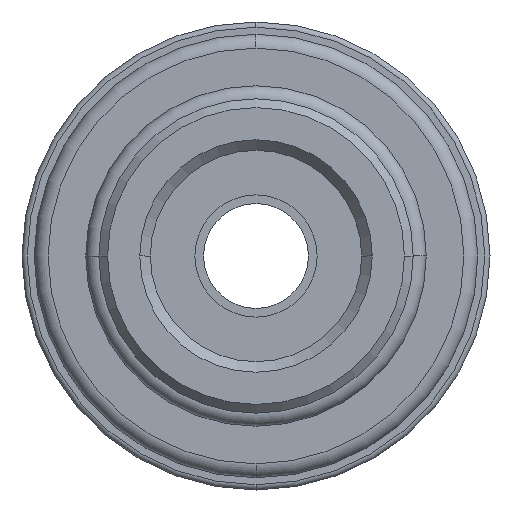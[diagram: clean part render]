
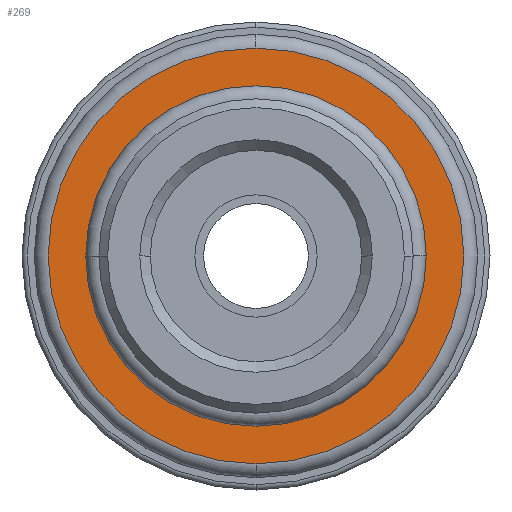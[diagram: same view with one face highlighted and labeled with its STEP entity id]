
A CAD part, front view. The second image highlights one B-rep face of the part: STEP entity #269.
In plain terms, the highlighted planar face has unit normal (0, -1, 0).
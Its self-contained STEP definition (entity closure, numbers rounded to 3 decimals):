
#269=ADVANCED_FACE('',(#562,#563),#564,.T.);
#562=FACE_BOUND('',#865,.T.);
#563=FACE_OUTER_BOUND('',#866,.T.);
#564=PLANE('',#867);
#865=EDGE_LOOP('',(#1559,#1560,#1561));
#866=EDGE_LOOP('',(#1562,#1563,#1564));
#867=AXIS2_PLACEMENT_3D('',#1565,#1566,#1567);
#1559=ORIENTED_EDGE('',*,*,#1914,.T.);
#1560=ORIENTED_EDGE('',*,*,#1955,.T.);
#1561=ORIENTED_EDGE('',*,*,#1915,.T.);
#1562=ORIENTED_EDGE('',*,*,#1790,.F.);
#1563=ORIENTED_EDGE('',*,*,#1789,.F.);
#1564=ORIENTED_EDGE('',*,*,#1974,.F.);
#1565=CARTESIAN_POINT('',(10.45,2.5,0.0));
#1566=DIRECTION('',(-0.0,-1.0,-0.0));
#1567=DIRECTION('',(-1.0,0.0,0.0));
#1789=EDGE_CURVE('',#2146,#2149,#2150,.T.);
#1790=EDGE_CURVE('',#2149,#2151,#2152,.T.);
#1914=EDGE_CURVE('',#2324,#2322,#2325,.T.);
#1915=EDGE_CURVE('',#2326,#2324,#2327,.T.);
#1955=EDGE_CURVE('',#2322,#2326,#2382,.T.);
#1974=EDGE_CURVE('',#2151,#2146,#2401,.T.);
#2146=VERTEX_POINT('',#2595);
#2149=VERTEX_POINT('',#2598);
#2150=CIRCLE('',#2599,11.9);
#2151=VERTEX_POINT('',#2600);
#2152=CIRCLE('',#2601,11.9);
#2322=VERTEX_POINT('',#2793);
#2324=VERTEX_POINT('',#2795);
#2325=CIRCLE('',#2796,9.75);
#2326=VERTEX_POINT('',#2797);
#2327=CIRCLE('',#2798,9.75);
#2382=CIRCLE('',#2857,9.75);
#2401=CIRCLE('',#2876,11.9);
#2595=CARTESIAN_POINT('',(0.,2.5,11.9));
#2598=CARTESIAN_POINT('',(11.9,2.5,0.0));
#2599=AXIS2_PLACEMENT_3D('',#3070,#3071,#3072);
#2600=CARTESIAN_POINT('',(0.,2.5,-11.9));
#2601=AXIS2_PLACEMENT_3D('',#3073,#3074,#3075);
#2793=CARTESIAN_POINT('',(9.75,2.5,0.));
#2795=CARTESIAN_POINT('',(0.,2.5,9.75));
#2796=AXIS2_PLACEMENT_3D('',#3299,#3300,#3301);
#2797=CARTESIAN_POINT('',(-9.75,2.5,0.));
#2798=AXIS2_PLACEMENT_3D('',#3302,#3303,#3304);
#2857=AXIS2_PLACEMENT_3D('',#3375,#3376,#3377);
#2876=AXIS2_PLACEMENT_3D('',#3399,#3400,#3401);
#3070=CARTESIAN_POINT('',(0.0,2.5,0.0));
#3071=DIRECTION('',(-0.0,1.0,0.0));
#3072=DIRECTION('',(1.0,0.0,0.0));
#3073=CARTESIAN_POINT('',(0.0,2.5,0.0));
#3074=DIRECTION('',(-0.0,1.0,0.0));
#3075=DIRECTION('',(1.0,0.0,0.0));
#3299=CARTESIAN_POINT('',(0.0,2.5,0.0));
#3300=DIRECTION('',(0.0,1.0,0.0));
#3301=DIRECTION('',(0.0,0.0,-1.0));
#3302=CARTESIAN_POINT('',(0.0,2.5,0.0));
#3303=DIRECTION('',(0.0,1.0,0.0));
#3304=DIRECTION('',(0.0,0.0,-1.0));
#3375=CARTESIAN_POINT('',(0.0,2.5,0.0));
#3376=DIRECTION('',(0.0,1.0,0.0));
#3377=DIRECTION('',(0.0,0.0,-1.0));
#3399=CARTESIAN_POINT('',(0.0,2.5,0.0));
#3400=DIRECTION('',(-0.0,1.0,0.0));
#3401=DIRECTION('',(1.0,0.0,0.0));
